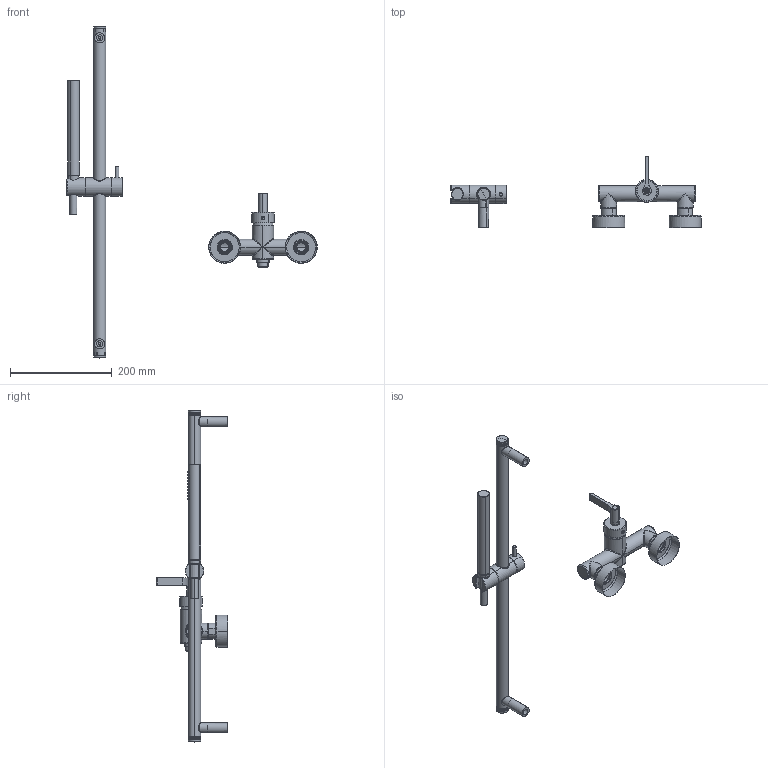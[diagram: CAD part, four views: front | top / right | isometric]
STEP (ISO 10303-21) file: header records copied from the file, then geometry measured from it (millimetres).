
FILE_DESCRIPTION(('CATIA V5 STEP Exchange','CAx-IF Rec.Pracs.--- Model Styling and Organization---1.5--- 2016-08-15','CAx-IF Rec.Pracs.---Supplemental Geometry---1.0---2011-11-01','CAx-IF Rec.Pracs.--- Composite Materials ---3.4---2017-06-13','CAx-IF Rec.Pracs.---Tessellated 3D Geometry---1.0---2015-12-17'),'2;1');
FILE_NAME('GC000460.stp','2023-02-03T15:59:08+00:00',('none'),('none'),'CATIA Version 5-6 Release 2020 SP2','CATIA V5 STEP AP242 v2','none');
FILE_SCHEMA(('AP242_MANAGED_MODEL_BASED_3D_ENGINEERING_MIM_LF {1 0 10303 442 1 1 4}'));
Length unit declared in the file: millimetre
Products named in the file (1): Product1_AllCATPart
Bounding box: 491.09 x 140.01 x 651 mm (x, y, z)
Volume: 254014.7 mm3; surface area: 242981.3 mm2
Topology: 17 solids, 81 shells, 1048 faces, 2823 edges, 1959 vertices
Faces by surface type: cylinder 490, plane 298, cone 91, torus 73, extrusion 52, bspline 28, sphere 16
Entity records: 40571 total; most frequent: CARTESIAN_POINT 17707, ORIENTED_EDGE 5290, DIRECTION 2939, EDGE_CURVE 2795, VERTEX_POINT 1959, AXIS2_PLACEMENT_3D 1433, EDGE_LOOP 1204, ADVANCED_FACE 1048
